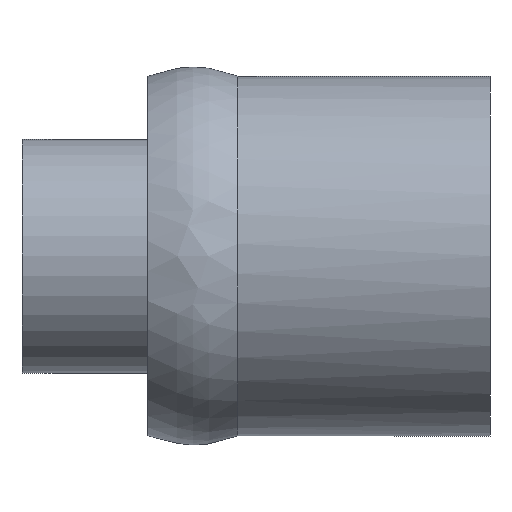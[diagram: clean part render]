
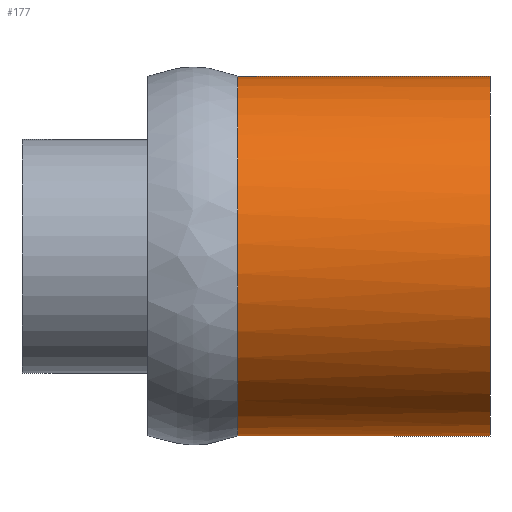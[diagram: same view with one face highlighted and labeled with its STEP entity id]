
A CAD part, left-side view. The second image highlights one B-rep face of the part: STEP entity #177.
In plain terms, the highlighted cylindrical face has radius 10 mm (diameter 20 mm), a full revolution.
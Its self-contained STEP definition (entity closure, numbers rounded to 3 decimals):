
#111=CYLINDRICAL_SURFACE('',#782,10.);
#177=ADVANCED_FACE('',(#213,#214),#111,.T.);
#213=FACE_BOUND('',#260,.T.);
#214=FACE_BOUND('',#261,.T.);
#260=EDGE_LOOP('',(#452,#453));
#261=EDGE_LOOP('',(#454));
#452=ORIENTED_EDGE('',*,*,#720,.F.);
#453=ORIENTED_EDGE('',*,*,#719,.F.);
#454=ORIENTED_EDGE('',*,*,#657,.T.);
#587=VERTEX_POINT('',#928);
#636=VERTEX_POINT('',#1400);
#637=VERTEX_POINT('',#1426);
#657=EDGE_CURVE('',#587,#587,#756,.T.);
#719=EDGE_CURVE('',#637,#636,#759,.T.);
#720=EDGE_CURVE('',#636,#637,#760,.T.);
#756=CIRCLE('',#769,10.);
#759=CIRCLE('',#780,10.);
#760=CIRCLE('',#781,10.);
#769=AXIS2_PLACEMENT_3D('',#927,#813,#814);
#780=AXIS2_PLACEMENT_3D('',#1427,#862,#863);
#781=AXIS2_PLACEMENT_3D('',#1456,#864,#865);
#782=AXIS2_PLACEMENT_3D('',#1457,#866,#867);
#813=DIRECTION('',(0.,1.,0.));
#814=DIRECTION('',(0.,0.,1.));
#862=DIRECTION('',(0.,1.,0.));
#863=DIRECTION('',(0.,0.,1.));
#864=DIRECTION('',(0.,1.,0.));
#865=DIRECTION('',(0.,0.,1.));
#866=DIRECTION('',(0.,1.,0.));
#867=DIRECTION('',(0.,0.,1.));
#927=CARTESIAN_POINT('',(135.5,41.,0.));
#928=CARTESIAN_POINT('',(135.5,41.,10.));
#1400=CARTESIAN_POINT('',(137.462,55.,9.806));
#1426=CARTESIAN_POINT('',(137.462,55.,-9.806));
#1427=CARTESIAN_POINT('',(135.5,55.,0.));
#1456=CARTESIAN_POINT('',(135.5,55.,0.));
#1457=CARTESIAN_POINT('',(135.5,71.,0.));
